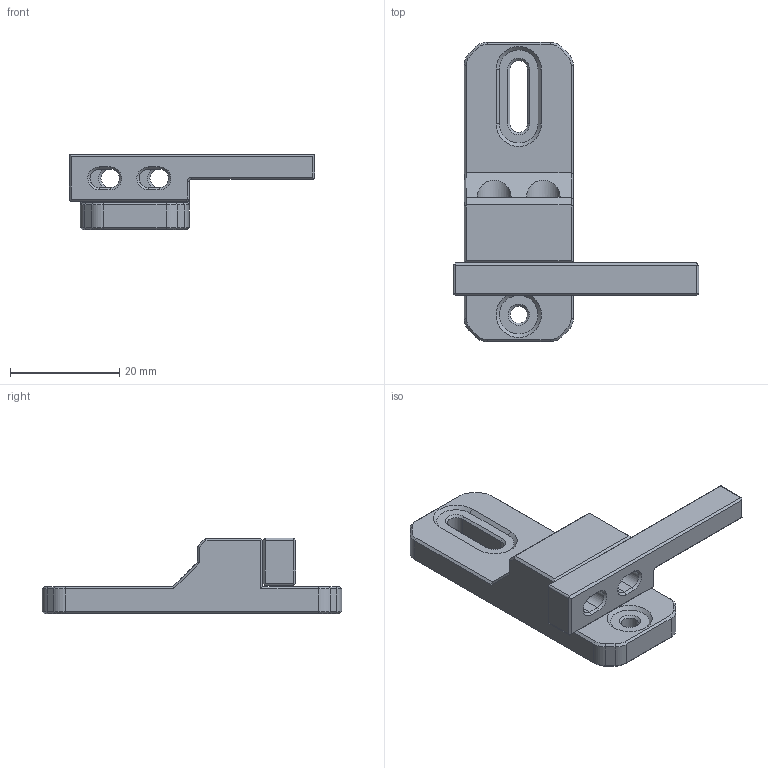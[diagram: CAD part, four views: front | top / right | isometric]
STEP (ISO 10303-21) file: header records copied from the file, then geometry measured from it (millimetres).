
FILE_DESCRIPTION(/* description */ ('STEP AP242'),/* implementation_level */ '2;1');
FILE_NAME(/* name */ 'Crossbow Gantry Pin Holder - BETA.step',/* time_stamp */ '2025-08-24T09:31:43+01:00',/* author */ (''),/* organization */ (''),/* preprocessor_version */ 'ST-DEVELOPER v20.1',/* originating_system */ 'Autodesk Translation Framework v14.10.0.0',/* authorisation */ '');
FILE_SCHEMA (('AUTOMOTIVE_DESIGN { 1 0 10303 214 3 1 1 }'));
Length unit declared in the file: millimetre
Products named in the file (3): Xol-Carriage_MGN12H_Monolith_BETA2 [assembly]; Depressor Arm Base; Depressor Arm
Assembly tree (2 placements, depth 2):
  Xol-Carriage_MGN12H_Monolith_BETA2 [assembly]
    Depressor Arm Base
    Depressor Arm
Bounding box: 45 x 54.9 x 13.88 mm (x, y, z)
Volume: 8583.1 mm3; surface area: 4929.1 mm2
Topology: 2 solids, 2 shells, 161 faces, 378 edges, 222 vertices
Faces by surface type: plane 90, cone 40, cylinder 27, bspline 4
Full cylindrical faces by diameter (mm): 3.1 x1, 3.4 x2, 4.7 x2
Entity records: 4732 total; most frequent: CARTESIAN_POINT 908, DIRECTION 798, ORIENTED_EDGE 750, EDGE_CURVE 375, LINE 266, VECTOR 266, AXIS2_PLACEMENT_3D 266, VERTEX_POINT 222
